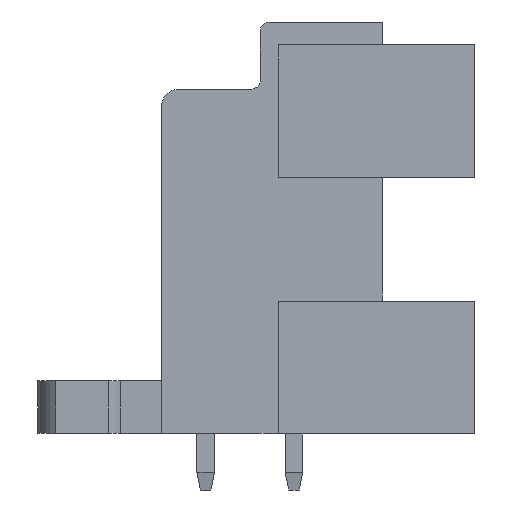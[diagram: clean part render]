
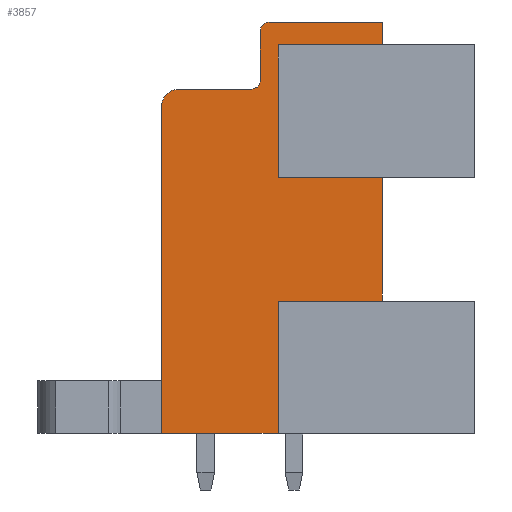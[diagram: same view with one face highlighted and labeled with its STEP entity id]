
A CAD part, left-side view. The second image highlights one B-rep face of the part: STEP entity #3857.
In plain terms, the highlighted planar face has unit normal (-1, 0, 0).
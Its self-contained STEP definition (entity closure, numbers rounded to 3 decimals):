
#1962=AXIS2_PLACEMENT_3D('Circle Axis2P3D',#1960,#1961,$) ;
#2024=AXIS2_PLACEMENT_3D('Circle Axis2P3D',#2022,#2023,$) ;
#2086=AXIS2_PLACEMENT_3D('Circle Axis2P3D',#2084,#2085,$) ;
#3828=AXIS2_PLACEMENT_3D('Plane Axis2P3D',#3825,#3826,#3827) ;
#833=CARTESIAN_POINT('Vertex',(3.5,5.2,10.7)) ;
#836=CARTESIAN_POINT('Line Origine',(3.5,8.15,10.7)) ;
#840=CARTESIAN_POINT('Vertex',(3.5,11.1,10.7)) ;
#918=CARTESIAN_POINT('Vertex',(3.5,5.2,17.7)) ;
#921=CARTESIAN_POINT('Line Origine',(3.5,5.2,14.2)) ;
#977=CARTESIAN_POINT('Vertex',(3.5,11.1,17.7)) ;
#980=CARTESIAN_POINT('Line Origine',(3.5,8.15,17.7)) ;
#1815=CARTESIAN_POINT('Vertex',(3.5,5.2,25.2)) ;
#1818=CARTESIAN_POINT('Line Origine',(3.5,8.15,25.2)) ;
#1822=CARTESIAN_POINT('Vertex',(3.5,11.1,25.2)) ;
#1895=CARTESIAN_POINT('Vertex',(3.5,5.2,26.5)) ;
#1898=CARTESIAN_POINT('Line Origine',(3.5,5.2,25.85)) ;
#1926=CARTESIAN_POINT('Vertex',(3.5,11.6,26.5)) ;
#1929=CARTESIAN_POINT('Line Origine',(3.5,8.4,26.5)) ;
#1957=CARTESIAN_POINT('Vertex',(3.5,12.1,26.)) ;
#1960=CARTESIAN_POINT('Axis2P3D Location',(3.5,11.6,26.)) ;
#1988=CARTESIAN_POINT('Vertex',(3.5,12.1,23.2)) ;
#1991=CARTESIAN_POINT('Line Origine',(3.5,12.1,24.6)) ;
#2019=CARTESIAN_POINT('Vertex',(3.5,12.6,22.7)) ;
#2022=CARTESIAN_POINT('Axis2P3D Location',(3.5,12.6,23.2)) ;
#2050=CARTESIAN_POINT('Vertex',(3.5,16.7,22.7)) ;
#2053=CARTESIAN_POINT('Line Origine',(3.5,14.65,22.7)) ;
#2081=CARTESIAN_POINT('Vertex',(3.5,17.7,21.7)) ;
#2084=CARTESIAN_POINT('Axis2P3D Location',(3.5,16.7,21.7)) ;
#2191=CARTESIAN_POINT('Vertex',(3.5,17.7,3.2)) ;
#2194=CARTESIAN_POINT('Line Origine',(3.5,17.7,12.45)) ;
#2290=CARTESIAN_POINT('Vertex',(3.5,11.1,3.2)) ;
#2293=CARTESIAN_POINT('Line Origine',(3.5,14.4,3.2)) ;
#3825=CARTESIAN_POINT('Axis2P3D Location',(3.5,0.,0.)) ;
#3830=CARTESIAN_POINT('Line Origine',(3.5,11.1,21.45)) ;
#3835=CARTESIAN_POINT('Line Origine',(3.5,11.1,6.95)) ;
#837=DIRECTION('Vector Direction',(0.,-1.,0.)) ;
#922=DIRECTION('Vector Direction',(0.,0.,-1.)) ;
#981=DIRECTION('Vector Direction',(0.,1.,0.)) ;
#1819=DIRECTION('Vector Direction',(0.,-1.,0.)) ;
#1899=DIRECTION('Vector Direction',(0.,0.,-1.)) ;
#1930=DIRECTION('Vector Direction',(0.,-1.,0.)) ;
#1961=DIRECTION('Axis2P3D Direction',(-1.,0.,0.)) ;
#1992=DIRECTION('Vector Direction',(0.,0.,1.)) ;
#2023=DIRECTION('Axis2P3D Direction',(-1.,0.,0.)) ;
#2054=DIRECTION('Vector Direction',(0.,-1.,0.)) ;
#2085=DIRECTION('Axis2P3D Direction',(-1.,0.,0.)) ;
#2195=DIRECTION('Vector Direction',(0.,0.,1.)) ;
#2294=DIRECTION('Vector Direction',(0.,1.,0.)) ;
#3826=DIRECTION('Axis2P3D Direction',(-1.,0.,0.)) ;
#3827=DIRECTION('Axis2P3D XDirection',(0.,-1.,0.)) ;
#3831=DIRECTION('Vector Direction',(0.,0.,1.)) ;
#3836=DIRECTION('Vector Direction',(0.,0.,1.)) ;
#838=VECTOR('Line Direction',#837,1.) ;
#923=VECTOR('Line Direction',#922,1.) ;
#982=VECTOR('Line Direction',#981,1.) ;
#1820=VECTOR('Line Direction',#1819,1.) ;
#1900=VECTOR('Line Direction',#1899,1.) ;
#1931=VECTOR('Line Direction',#1930,1.) ;
#1993=VECTOR('Line Direction',#1992,1.) ;
#2055=VECTOR('Line Direction',#2054,1.) ;
#2196=VECTOR('Line Direction',#2195,1.) ;
#2295=VECTOR('Line Direction',#2294,1.) ;
#3832=VECTOR('Line Direction',#3831,1.) ;
#3837=VECTOR('Line Direction',#3836,1.) ;
#3841=ORIENTED_EDGE('',*,*,#984,.F.) ;
#3842=ORIENTED_EDGE('',*,*,#3834,.F.) ;
#3843=ORIENTED_EDGE('',*,*,#1824,.F.) ;
#3844=ORIENTED_EDGE('',*,*,#1902,.T.) ;
#3845=ORIENTED_EDGE('',*,*,#1933,.T.) ;
#3846=ORIENTED_EDGE('',*,*,#1964,.T.) ;
#3847=ORIENTED_EDGE('',*,*,#1995,.T.) ;
#3848=ORIENTED_EDGE('',*,*,#2026,.T.) ;
#3849=ORIENTED_EDGE('',*,*,#2057,.T.) ;
#3850=ORIENTED_EDGE('',*,*,#2088,.T.) ;
#3851=ORIENTED_EDGE('',*,*,#2198,.T.) ;
#3852=ORIENTED_EDGE('',*,*,#2297,.T.) ;
#3853=ORIENTED_EDGE('',*,*,#3839,.F.) ;
#3854=ORIENTED_EDGE('',*,*,#842,.F.) ;
#3855=ORIENTED_EDGE('',*,*,#925,.T.) ;
#3857=ADVANCED_FACE('Housing',(#3856),#3829,.T.) ;
#1963=CIRCLE('generated circle',#1962,0.5) ;
#2025=CIRCLE('generated circle',#2024,0.5) ;
#2087=CIRCLE('generated circle',#2086,1.) ;
#842=EDGE_CURVE('',#834,#841,#839,.F.) ;
#925=EDGE_CURVE('',#834,#919,#924,.F.) ;
#984=EDGE_CURVE('',#978,#919,#983,.F.) ;
#1824=EDGE_CURVE('',#1816,#1823,#1821,.F.) ;
#1902=EDGE_CURVE('',#1816,#1896,#1901,.F.) ;
#1933=EDGE_CURVE('',#1896,#1927,#1932,.F.) ;
#1964=EDGE_CURVE('',#1927,#1958,#1963,.T.) ;
#1995=EDGE_CURVE('',#1958,#1989,#1994,.F.) ;
#2026=EDGE_CURVE('',#1989,#2020,#2025,.F.) ;
#2057=EDGE_CURVE('',#2020,#2051,#2056,.F.) ;
#2088=EDGE_CURVE('',#2051,#2082,#2087,.T.) ;
#2198=EDGE_CURVE('',#2082,#2192,#2197,.F.) ;
#2297=EDGE_CURVE('',#2192,#2291,#2296,.F.) ;
#3834=EDGE_CURVE('',#1823,#978,#3833,.F.) ;
#3839=EDGE_CURVE('',#841,#2291,#3838,.F.) ;
#3840=EDGE_LOOP('',(#3841,#3842,#3843,#3844,#3845,#3846,#3847,#3848,#3849,#3850,#3851,#3852,#3853,#3854,#3855)) ;
#3856=FACE_OUTER_BOUND('',#3840,.T.) ;
#839=LINE('Line',#836,#838) ;
#924=LINE('Line',#921,#923) ;
#983=LINE('Line',#980,#982) ;
#1821=LINE('Line',#1818,#1820) ;
#1901=LINE('Line',#1898,#1900) ;
#1932=LINE('Line',#1929,#1931) ;
#1994=LINE('Line',#1991,#1993) ;
#2056=LINE('Line',#2053,#2055) ;
#2197=LINE('Line',#2194,#2196) ;
#2296=LINE('Line',#2293,#2295) ;
#3833=LINE('Line',#3830,#3832) ;
#3838=LINE('Line',#3835,#3837) ;
#3829=PLANE('',#3828) ;
#834=VERTEX_POINT('',#833) ;
#841=VERTEX_POINT('',#840) ;
#919=VERTEX_POINT('',#918) ;
#978=VERTEX_POINT('',#977) ;
#1816=VERTEX_POINT('',#1815) ;
#1823=VERTEX_POINT('',#1822) ;
#1896=VERTEX_POINT('',#1895) ;
#1927=VERTEX_POINT('',#1926) ;
#1958=VERTEX_POINT('',#1957) ;
#1989=VERTEX_POINT('',#1988) ;
#2020=VERTEX_POINT('',#2019) ;
#2051=VERTEX_POINT('',#2050) ;
#2082=VERTEX_POINT('',#2081) ;
#2192=VERTEX_POINT('',#2191) ;
#2291=VERTEX_POINT('',#2290) ;
